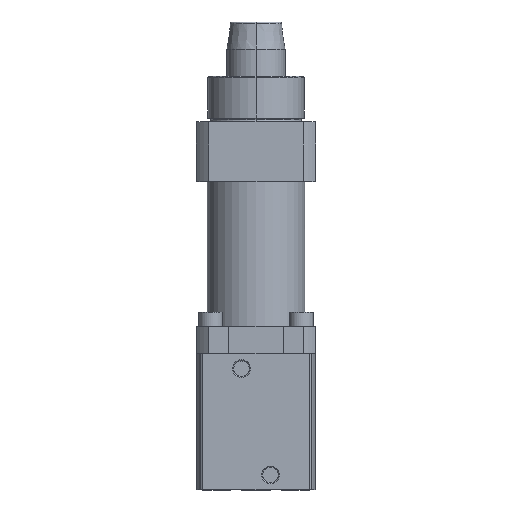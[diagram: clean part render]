
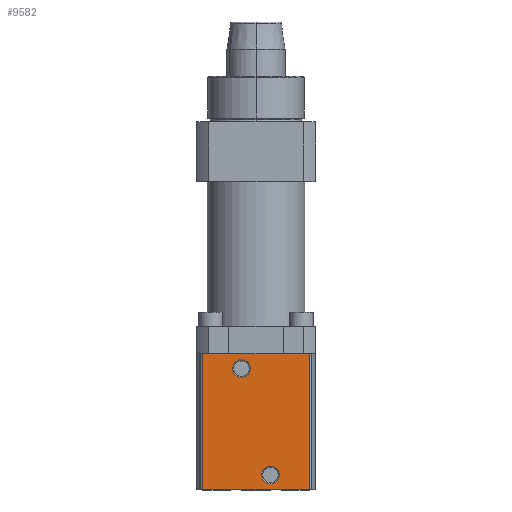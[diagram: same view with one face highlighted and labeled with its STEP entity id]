
A CAD part, top view. The second image highlights one B-rep face of the part: STEP entity #9582.
In plain terms, the highlighted planar face has unit normal (0, 0, 1).
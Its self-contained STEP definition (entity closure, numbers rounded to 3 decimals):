
#241 = AXIS2_PLACEMENT_3D ( 'NONE', #5814, #5806, #5821 ) ;
#680 = AXIS2_PLACEMENT_3D ( 'NONE', #4896, #4897, #4898 ) ;
#681 = CIRCLE ( 'NONE', #680, 4.864 ) ;
#716 = AXIS2_PLACEMENT_3D ( 'NONE', #2270, #2272, #2274 ) ;
#721 = CIRCLE ( 'NONE', #716, 4.864 ) ;
#2270 = CARTESIAN_POINT ( 'NONE',  ( 8., -194.8, 32.75 ) ) ;
#2272 = DIRECTION ( 'NONE',  ( 0., 0., -1. ) ) ;
#2274 = DIRECTION ( 'NONE',  ( 0., -1., 0. ) ) ;
#2403 = CARTESIAN_POINT ( 'NONE',  ( 8., -189.936, 32.75 ) ) ;
#2431 = CARTESIAN_POINT ( 'NONE',  ( 8., -199.664, 32.75 ) ) ;
#2468 = CARTESIAN_POINT ( 'NONE',  ( -8., -131.336, 32.75 ) ) ;
#2752 = VERTEX_POINT ( 'NONE', #2403 ) ;
#2756 = VERTEX_POINT ( 'NONE', #3611 ) ;
#2774 = VERTEX_POINT ( 'NONE', #2431 ) ;
#2795 = VERTEX_POINT ( 'NONE', #2468 ) ;
#3520 = VERTEX_POINT ( 'NONE', #4487 ) ;
#3522 = VERTEX_POINT ( 'NONE', #4489 ) ;
#3561 = VERTEX_POINT ( 'NONE', #4528 ) ;
#3611 = CARTESIAN_POINT ( 'NONE',  ( -8., -141.064, 32.75 ) ) ;
#3816 = EDGE_LOOP ( 'NONE', ( #8281, #8282 ) ) ;
#3844 = EDGE_LOOP ( 'NONE', ( #8275, #8276, #8277, #8278 ) ) ;
#3848 = EDGE_LOOP ( 'NONE', ( #8279, #8280 ) ) ;
#4272 = EDGE_CURVE ( 'NONE', #2756, #2795, #681, .T. ) ;
#4365 = EDGE_CURVE ( 'NONE', #2774, #2752, #721, .T. ) ;
#4487 = CARTESIAN_POINT ( 'NONE',  ( -29.399, -203., 32.75 ) ) ;
#4489 = CARTESIAN_POINT ( 'NONE',  ( 29.399, -203., 32.75 ) ) ;
#4528 = CARTESIAN_POINT ( 'NONE',  ( 29.399, -128., 32.75 ) ) ;
#4896 = CARTESIAN_POINT ( 'NONE',  ( -8., -136.2, 32.75 ) ) ;
#4897 = DIRECTION ( 'NONE',  ( 0., 0., -1. ) ) ;
#4898 = DIRECTION ( 'NONE',  ( 0., -1., 0. ) ) ;
#5806 = DIRECTION ( 'NONE',  ( 0., 0., 1. ) ) ;
#5814 = CARTESIAN_POINT ( 'NONE',  ( -29.399, -128., 32.75 ) ) ;
#5815 = FACE_OUTER_BOUND ( 'NONE', #3844, .T. ) ;
#5817 = FACE_BOUND ( 'NONE', #3848, .T. ) ;
#5818 = FACE_BOUND ( 'NONE', #3816, .T. ) ;
#5819 = PLANE ( 'NONE',  #241 ) ;
#5821 = DIRECTION ( 'NONE',  ( 0., -1., 0. ) ) ;
#6739 = CARTESIAN_POINT ( 'NONE',  ( -29.399, -128., 32.75 ) ) ;
#6740 = CARTESIAN_POINT ( 'NONE',  ( 8., -194.8, 32.75 ) ) ;
#6741 = DIRECTION ( 'NONE',  ( 0., 0., -1. ) ) ;
#6742 = DIRECTION ( 'NONE',  ( 0., -1., 0. ) ) ;
#6743 = LINE ( 'NONE', #6739, #7296 ) ;
#6747 = DIRECTION ( 'NONE',  ( 0., -1., 0. ) ) ;
#6754 = CARTESIAN_POINT ( 'NONE',  ( 29.399, -128., 32.75 ) ) ;
#6758 = LINE ( 'NONE', #6754, #7293 ) ;
#6762 = DIRECTION ( 'NONE',  ( 0., 1., 0. ) ) ;
#6766 = LINE ( 'NONE', #6767, #11354 ) ;
#6767 = CARTESIAN_POINT ( 'NONE',  ( -29.399, -128., 32.75 ) ) ;
#6774 = DIRECTION ( 'NONE',  ( -1., 0., 0. ) ) ;
#6775 = LINE ( 'NONE', #6776, #11328 ) ;
#6776 = CARTESIAN_POINT ( 'NONE',  ( -29.399, -203., 32.75 ) ) ;
#6777 = DIRECTION ( 'NONE',  ( 1., 0., 0. ) ) ;
#6781 = CARTESIAN_POINT ( 'NONE',  ( -8., -136.2, 32.75 ) ) ;
#6782 = DIRECTION ( 'NONE',  ( 0., 0., -1. ) ) ;
#6783 = DIRECTION ( 'NONE',  ( 0., -1., 0. ) ) ;
#7293 = VECTOR ( 'NONE', #6762, 1000. ) ;
#7295 = CIRCLE ( 'NONE', #7310, 4.864 ) ;
#7296 = VECTOR ( 'NONE', #6747, 1000. ) ;
#7310 = AXIS2_PLACEMENT_3D ( 'NONE', #6740, #6741, #6742 ) ;
#7951 = CARTESIAN_POINT ( 'NONE',  ( -29.399, -128., 32.75 ) ) ;
#8275 = ORIENTED_EDGE ( 'NONE', *, *, #9818, .T. ) ;
#8276 = ORIENTED_EDGE ( 'NONE', *, *, #9809, .T. ) ;
#8277 = ORIENTED_EDGE ( 'NONE', *, *, #9819, .T. ) ;
#8278 = ORIENTED_EDGE ( 'NONE', *, *, #9814, .T. ) ;
#8279 = ORIENTED_EDGE ( 'NONE', *, *, #4272, .T. ) ;
#8280 = ORIENTED_EDGE ( 'NONE', *, *, #9821, .T. ) ;
#8281 = ORIENTED_EDGE ( 'NONE', *, *, #4365, .T. ) ;
#8282 = ORIENTED_EDGE ( 'NONE', *, *, #9807, .T. ) ;
#8815 = VERTEX_POINT ( 'NONE', #7951 ) ;
#9582 = ADVANCED_FACE ( 'NONE', ( #5815, #5817, #5818 ), #5819, .T. ) ;
#9807 = EDGE_CURVE ( 'NONE', #2752, #2774, #7295, .T. ) ;
#9809 = EDGE_CURVE ( 'NONE', #8815, #3520, #6743, .T. ) ;
#9814 = EDGE_CURVE ( 'NONE', #3522, #3561, #6758, .T. ) ;
#9818 = EDGE_CURVE ( 'NONE', #3561, #8815, #6766, .T. ) ;
#9819 = EDGE_CURVE ( 'NONE', #3520, #3522, #6775, .T. ) ;
#9821 = EDGE_CURVE ( 'NONE', #2795, #2756, #11361, .T. ) ;
#11328 = VECTOR ( 'NONE', #6777, 1000. ) ;
#11351 = AXIS2_PLACEMENT_3D ( 'NONE', #6781, #6782, #6783 ) ;
#11354 = VECTOR ( 'NONE', #6774, 1000. ) ;
#11361 = CIRCLE ( 'NONE', #11351, 4.864 ) ;
